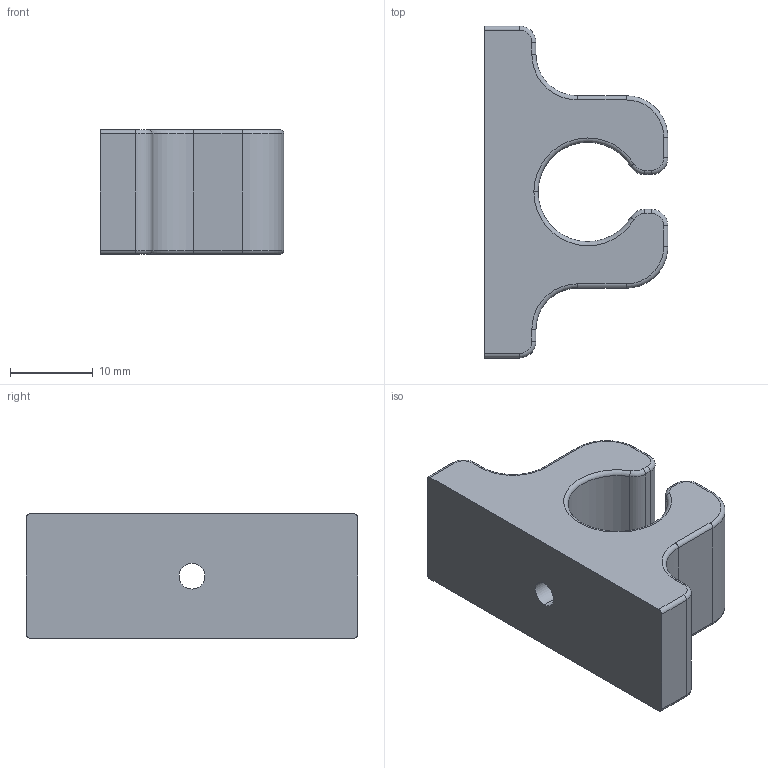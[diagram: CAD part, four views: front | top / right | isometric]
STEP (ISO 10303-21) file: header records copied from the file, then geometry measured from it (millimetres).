
FILE_DESCRIPTION (( 'STEP AP214' ), '1' );
FILE_NAME ('passeusb.STEP', '2023-12-30T09:10:40', ( '' ), ( '' ), 'SwSTEP 2.0', 'SolidWorks 2021', '' );
FILE_SCHEMA (( 'AUTOMOTIVE_DESIGN' ));
Length unit declared in the file: millimetre
Products named in the file (1): passeusb
Bounding box: 22.16 x 40 x 15 mm (x, y, z)
Volume: 7167.7 mm3; surface area: 3235.2 mm2
Topology: 1 solids, 1 shells, 76 faces, 180 edges, 106 vertices
Faces by surface type: cylinder 36, torus 24, plane 14, bspline 2
Entity records: 2553 total; most frequent: CARTESIAN_POINT 712, DIRECTION 424, ORIENTED_EDGE 360, EDGE_CURVE 180, AXIS2_PLACEMENT_3D 177, VERTEX_POINT 106, CIRCLE 102, EDGE_LOOP 78
